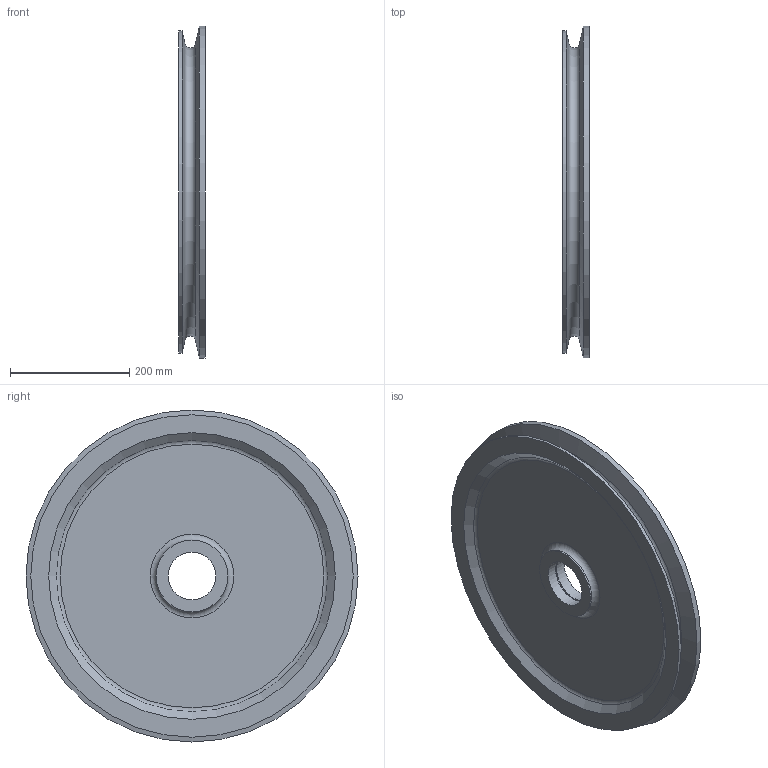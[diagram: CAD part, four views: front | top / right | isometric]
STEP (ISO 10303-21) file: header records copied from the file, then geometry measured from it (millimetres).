
FILE_DESCRIPTION (( 'STEP AP203' ), '1' );
FILE_NAME ('250807 STEP 1-400332-00_1225.STEP', '2025-08-07T07:01:01', ( '' ), ( '' ), 'SwSTEP 2.0', 'SolidWorks 2024', '' );
FILE_SCHEMA (( 'CONFIG_CONTROL_DESIGN' ));
Length unit declared in the file: millimetre
Products named in the file (1): 250807 STEP 1-400332-00_1225
Bounding box: 44 x 556 x 556 mm (x, y, z)
Volume: 3584952.8 mm3; surface area: 652480.4 mm2
Topology: 1 solids, 1 shells, 26 faces, 43 edges, 26 vertices
Faces by surface type: plane 9, cylinder 8, torus 5, cone 4
Full cylindrical faces by diameter (mm): 80 x2, 83.5 x1, 120 x2, 540 x1, 546 x1, 556 x1
Entity records: 605 total; most frequent: DIRECTION 106, CARTESIAN_POINT 79, AXIS2_PLACEMENT_3D 53, ORIENTED_EDGE 52, EDGE_LOOP 52, FACE_OUTER_BOUND 39, ADVANCED_FACE 26, EDGE_CURVE 26
